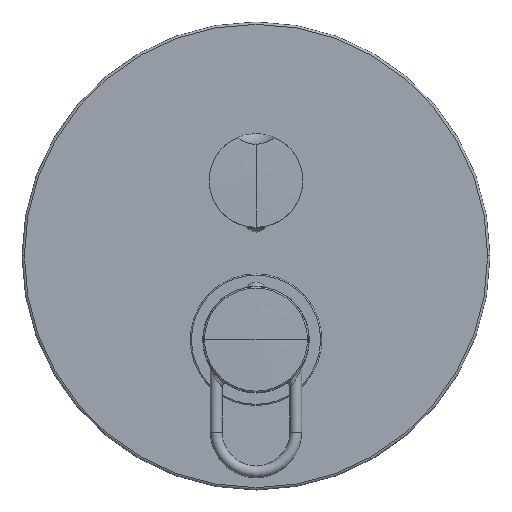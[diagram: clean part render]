
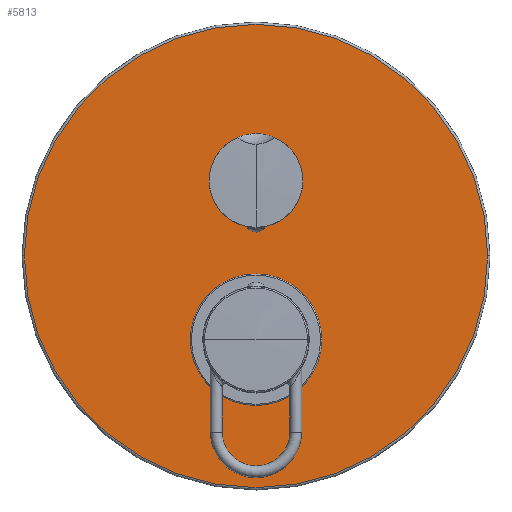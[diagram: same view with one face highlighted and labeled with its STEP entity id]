
A CAD part, top view. The second image highlights one B-rep face of the part: STEP entity #5813.
In plain terms, the highlighted planar face has unit normal (0, 0, 1).
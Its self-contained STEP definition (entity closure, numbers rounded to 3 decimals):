
#4967=CARTESIAN_POINT('',(0.,35.8,-2.));
#4968=DIRECTION('',(0.,0.,1.));
#4969=DIRECTION('',(1.,0.,0.));
#4970=AXIS2_PLACEMENT_3D('',#4967,#4968,#4969);
#4972=CARTESIAN_POINT('',(0.,35.8,-2.));
#4973=DIRECTION('',(0.,0.,1.));
#4974=DIRECTION('',(-1.,0.,0.));
#4975=AXIS2_PLACEMENT_3D('',#4972,#4973,#4974);
#4977=CARTESIAN_POINT('',(0.,68.,-2.));
#4978=DIRECTION('',(0.,0.,-1.));
#4979=DIRECTION('',(-1.,0.,0.));
#4980=AXIS2_PLACEMENT_3D('',#4977,#4978,#4979);
#4982=CARTESIAN_POINT('',(0.,68.,-2.));
#4983=DIRECTION('',(0.,0.,-1.));
#4984=DIRECTION('',(1.,0.,0.));
#4985=AXIS2_PLACEMENT_3D('',#4982,#4983,#4984);
#4987=CARTESIAN_POINT('',(0.,0.,-2.));
#4988=DIRECTION('',(0.,0.,-1.));
#4989=DIRECTION('',(-1.,0.,0.));
#4990=AXIS2_PLACEMENT_3D('',#4987,#4988,#4989);
#4992=CARTESIAN_POINT('',(0.,0.,-2.));
#4993=DIRECTION('',(0.,0.,-1.));
#4994=DIRECTION('',(1.,0.,0.));
#4995=AXIS2_PLACEMENT_3D('',#4992,#4993,#4994);
#5516=CARTESIAN_POINT('',(99.,35.8,-2.));
#5517=CARTESIAN_POINT('',(-99.,35.8,-2.));
#5518=VERTEX_POINT('',#5516);
#5519=VERTEX_POINT('',#5517);
#5580=CARTESIAN_POINT('',(-12.55,68.,-2.));
#5581=CARTESIAN_POINT('',(12.55,68.,-2.));
#5582=VERTEX_POINT('',#5580);
#5583=VERTEX_POINT('',#5581);
#5636=CARTESIAN_POINT('',(-27.6,0.,-2.));
#5637=CARTESIAN_POINT('',(27.6,0.,-2.));
#5638=VERTEX_POINT('',#5636);
#5639=VERTEX_POINT('',#5637);
#5791=CARTESIAN_POINT('',(0.,35.8,-2.));
#5792=DIRECTION('',(0.,0.,-1.));
#5793=DIRECTION('',(-1.,0.,0.));
#5794=AXIS2_PLACEMENT_3D('',#5791,#5792,#5793);
#5795=PLANE('',#5794);
#5797=ORIENTED_EDGE('',*,*,#5796,.F.);
#5799=ORIENTED_EDGE('',*,*,#5798,.F.);
#5800=EDGE_LOOP('',(#5797,#5799));
#5801=FACE_OUTER_BOUND('',#5800,.F.);
#5803=ORIENTED_EDGE('',*,*,#5802,.F.);
#5805=ORIENTED_EDGE('',*,*,#5804,.F.);
#5806=EDGE_LOOP('',(#5803,#5805));
#5807=FACE_BOUND('',#5806,.F.);
#5809=ORIENTED_EDGE('',*,*,#5808,.F.);
#5810=ORIENTED_EDGE('',*,*,#5774,.F.);
#5811=EDGE_LOOP('',(#5809,#5810));
#5812=FACE_BOUND('',#5811,.F.);
#5813=ADVANCED_FACE('',(#5801,#5807,#5812),#5795,.F.);
#4971=CIRCLE('',#4970,99.);
#4976=CIRCLE('',#4975,99.);
#4981=CIRCLE('',#4980,12.55);
#4986=CIRCLE('',#4985,12.55);
#4991=CIRCLE('',#4990,27.6);
#4996=CIRCLE('',#4995,27.6);
#5774=EDGE_CURVE('',#5639,#5638,#4996,.T.);
#5796=EDGE_CURVE('',#5518,#5519,#4971,.T.);
#5798=EDGE_CURVE('',#5519,#5518,#4976,.T.);
#5802=EDGE_CURVE('',#5582,#5583,#4981,.T.);
#5804=EDGE_CURVE('',#5583,#5582,#4986,.T.);
#5808=EDGE_CURVE('',#5638,#5639,#4991,.T.);
